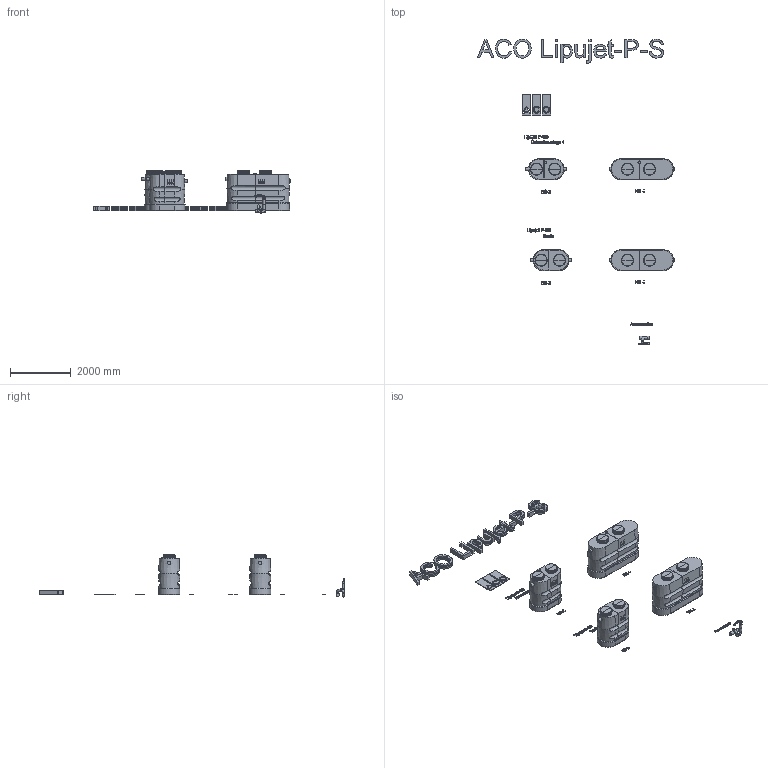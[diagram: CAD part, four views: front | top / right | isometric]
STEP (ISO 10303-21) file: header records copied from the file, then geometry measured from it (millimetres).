
FILE_DESCRIPTION(/* description */ (''),/* implementation_level */ '2;1');
FILE_NAME(/* name */ 'ACO Lipujet-P-S.s.iam.stp',/* time_stamp */ '2025-06-10T09:31:40+02:00',/* author */ ('AUnternaehrer'),/* organization */ (''),/* preprocessor_version */ 'ST-DEVELOPER v18.1',/* originating_system */ 'Autodesk Inventor 2022',/* authorisation */ '');
FILE_SCHEMA (('AUTOMOTIVE_DESIGN { 1 0 10303 214 3 1 1 }'));
Products named in the file (55): ACO Lipujet-P-S.s; ACO Lipujet-P-S; ACO Lipujet-P-S_1; ACO Lipujet-P-S_2; ACO Lipujet-P-S_3; ACO Lipujet-P-S_4; ACO Lipujet-P-S_5; ACO Lipujet-P-S_6; ACO Lipujet-P-S_7; ACO Lipujet-P-S_8; ACO Lipujet-P-S_9; ACO Lipujet-P-S_10; ACO Lipujet-P-S_11; ACO Lipujet-P-S_12; ACO Lipujet-P-S_13; ACO Lipujet-P-S_14; ACO Lipujet-P-S_15; ACO Lipujet-P-S_16; ACO Lipujet-P-S_17; ACO Lipujet-P-S_18; ACO Lipujet-P-S_19; ACO Lipujet-P-S_20; ACO Lipujet-P-S_21; ACO Lipujet-P-S_22; ACO Lipujet-P-S_23; ACO Lipujet-P-S_24; ACO Lipujet-P-S_25; ACO Lipujet-P-S_26; ACO Lipujet-P-S_27; ACO Lipujet-P-S_28; ACO Lipujet-P-S_29; ACO Lipujet-P-S_30; ACO Lipujet-P-S_31; ACO Lipujet-P-S_32; ACO Lipujet-P-S_33; ACO Lipujet-P-S_34; ACO Lipujet-P-S_35; ACO Lipujet-P-S_36; ACO Lipujet-P-S_37; ACO Lipujet-P-S_38 ...
Assembly tree (54 placements, depth 2):
  ACO Lipujet-P-S.s
    ACO Lipujet-P-S
    ACO Lipujet-P-S_1
    ACO Lipujet-P-S_2
    ACO Lipujet-P-S_3
    ACO Lipujet-P-S_4
    ACO Lipujet-P-S_5
    ACO Lipujet-P-S_6
    ACO Lipujet-P-S_7
    ACO Lipujet-P-S_8
    ACO Lipujet-P-S_9
    ACO Lipujet-P-S_10
    ACO Lipujet-P-S_11
    ACO Lipujet-P-S_12
    ACO Lipujet-P-S_13
    ACO Lipujet-P-S_14
    ACO Lipujet-P-S_15
    ACO Lipujet-P-S_16
    ACO Lipujet-P-S_17
    ACO Lipujet-P-S_18
    ACO Lipujet-P-S_19
    ACO Lipujet-P-S_20
    ACO Lipujet-P-S_21
    ACO Lipujet-P-S_22
    ACO Lipujet-P-S_23
    ACO Lipujet-P-S_24
    ACO Lipujet-P-S_25
    ACO Lipujet-P-S_26
    ACO Lipujet-P-S_27
    ACO Lipujet-P-S_28
    ACO Lipujet-P-S_29
    ACO Lipujet-P-S_30
    ACO Lipujet-P-S_31
    ACO Lipujet-P-S_32
    ACO Lipujet-P-S_33
    ACO Lipujet-P-S_34
    ACO Lipujet-P-S_35
    ACO Lipujet-P-S_36
    ACO Lipujet-P-S_37
    ACO Lipujet-P-S_38
    ACO Lipujet-P-S_39
    ACO Lipujet-P-S_40
    ACO Lipujet-P-S_41
    ACO Lipujet-P-S_42
    ACO Lipujet-P-S_43
    ACO Lipujet-P-S_44
    ACO Lipujet-P-S_45
    ACO Lipujet-P-S_46
    ACO Lipujet-P-S_47
    ACO Lipujet-P-S_48
    ACO Lipujet-P-S_49
    ACO Lipujet-P-S_50
    ACO Lipujet-P-S_51
    ACO Lipujet-P-S_52
    ACO Lipujet-P-S_53
Bounding box: 6498.27 x 10065.74 x 1386.95 mm (x, y, z)
Volume: 4917132489.3 mm3; surface area: 51241432.6 mm2
Topology: 162 solids, 162 shells, 3032 faces, 7966 edges, 5269 vertices
Faces by surface type: plane 2751, cylinder 186, bspline 48, cone 26, torus 21
Full cylindrical faces by diameter (mm): 18.568 x2, 20.527 x2, 25.498 x2, 26.9 x1, 26.904 x2, 26.905 x1, 27.082 x2, 32.935 x1, 33 x3, 33.368 x2, 35.248 x1, 36.6 x2, 76 x2, 76.1 x6, 110 x9, 157.689 x1, 227.773 x1, 374 x8, 385 x8, 388 x8, 405 x8
Entity records: 100972 total; most frequent: CARTESIAN_POINT 23232, ORIENTED_EDGE 15932, DIRECTION 14580, EDGE_CURVE 7966, LINE 7298, VECTOR 7298, VERTEX_POINT 5269, AXIS2_PLACEMENT_3D 3641
